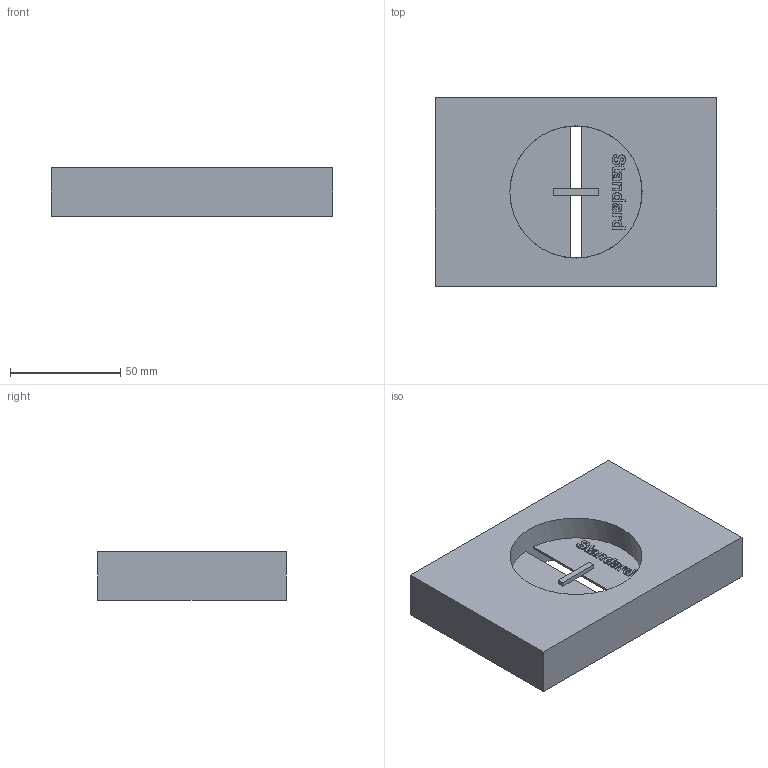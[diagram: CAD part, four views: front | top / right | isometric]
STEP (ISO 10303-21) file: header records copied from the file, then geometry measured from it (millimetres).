
FILE_DESCRIPTION(/* description */ (''),/* implementation_level */ '2;1');
FILE_NAME(/* name */ 'USAXS Calibration Holder v3.step',/* time_stamp */ '2022-01-21T15:04:06-08:00',/* author */ (''),/* organization */ (''),/* preprocessor_version */ 'ST-DEVELOPER v18.1',/* originating_system */ 'Autodesk Translation Framework v10.10.0.1391',/* authorisation */ '');
FILE_SCHEMA (('AUTOMOTIVE_DESIGN { 1 0 10303 214 3 1 1 }'));
Length unit declared in the file: millimetre
Products named in the file (1): USAXS Calibration Holder
Bounding box: 127.5 x 85.5 x 22 mm (x, y, z)
Volume: 180315.2 mm3; surface area: 34877.7 mm2
Topology: 1 solids, 1 shells, 222 faces, 623 edges, 414 vertices
Faces by surface type: bspline 143, plane 78, cylinder 1
Full cylindrical faces by diameter (mm): 60 x1
Entity records: 8474 total; most frequent: CARTESIAN_POINT 3691, ORIENTED_EDGE 1246, EDGE_CURVE 623, DIRECTION 505, VERTEX_POINT 414, LINE 329, VECTOR 329, B_SPLINE_CURVE_WITH_KNOTS 286
